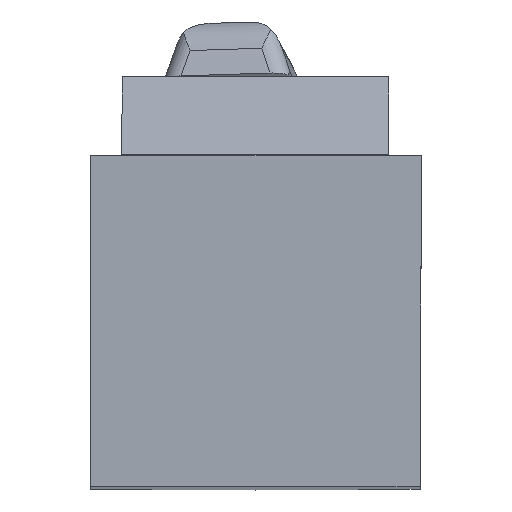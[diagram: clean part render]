
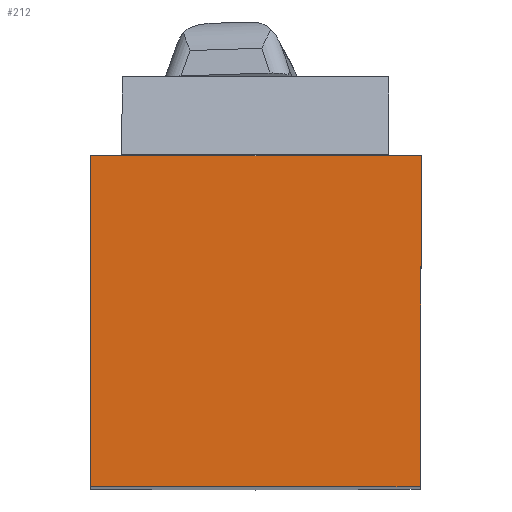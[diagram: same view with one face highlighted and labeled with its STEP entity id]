
A CAD part, top view. The second image highlights one B-rep face of the part: STEP entity #212.
In plain terms, the highlighted planar face has unit normal (0, 0, 1).
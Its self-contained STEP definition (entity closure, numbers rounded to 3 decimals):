
#152=FACE_OUTER_BOUND('',#568,.T.);
#212=ADVANCED_FACE('BLANK_BOXF006',(#152),#266,.F.);
#266=PLANE('',#1356);
#348=LINE('',#1976,#466);
#353=LINE('',#1988,#471);
#354=LINE('',#1990,#472);
#355=LINE('',#1992,#473);
#466=VECTOR('',#1563,1.);
#471=VECTOR('',#1572,1.);
#472=VECTOR('',#1575,1.);
#473=VECTOR('',#1576,1.);
#568=EDGE_LOOP('',(#734,#735,#736,#737));
#734=ORIENTED_EDGE('',*,*,#1134,.F.);
#735=ORIENTED_EDGE('',*,*,#1127,.F.);
#736=ORIENTED_EDGE('',*,*,#1133,.F.);
#737=ORIENTED_EDGE('',*,*,#1135,.F.);
#998=VERTEX_POINT('',#1975);
#999=VERTEX_POINT('',#1977);
#1003=VERTEX_POINT('',#1987);
#1004=VERTEX_POINT('',#1991);
#1127=EDGE_CURVE('',#998,#999,#348,.T.);
#1133=EDGE_CURVE('',#1003,#998,#353,.T.);
#1134=EDGE_CURVE('',#999,#1004,#354,.T.);
#1135=EDGE_CURVE('',#1004,#1003,#355,.T.);
#1356=AXIS2_PLACEMENT_3D('',#1993,#1577,#1578);
#1563=DIRECTION('',(-1.,0.,0.));
#1572=DIRECTION('',(-0.004,-1.,0.));
#1575=DIRECTION('',(0.,1.,0.));
#1576=DIRECTION('',(1.,0.,0.));
#1577=DIRECTION('',(0.,0.,-1.));
#1578=DIRECTION('',(-1.,0.,0.));
#1975=CARTESIAN_POINT('',(-0.174,0.,0.));
#1976=CARTESIAN_POINT('',(267.35,0.,0.));
#1977=CARTESIAN_POINT('',(-39.85,0.,0.));
#1987=CARTESIAN_POINT('',(0.,39.85,0.));
#1988=CARTESIAN_POINT('',(0.993,267.347,0.));
#1990=CARTESIAN_POINT('',(-39.85,-267.35,0.));
#1991=CARTESIAN_POINT('',(-39.85,39.85,0.));
#1992=CARTESIAN_POINT('',(-267.35,39.85,0.));
#1993=CARTESIAN_POINT('',(-44.85,-5.,0.));
